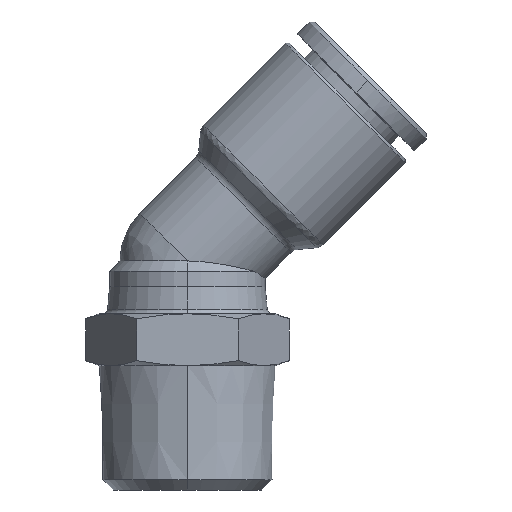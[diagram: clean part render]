
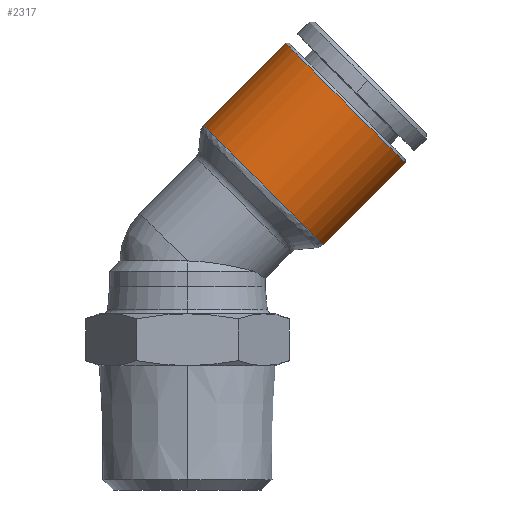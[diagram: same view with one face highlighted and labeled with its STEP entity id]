
A CAD part, front view. The second image highlights one B-rep face of the part: STEP entity #2317.
In plain terms, the highlighted cylindrical face has radius 8.15 mm (diameter 16.3 mm), a partial arc.
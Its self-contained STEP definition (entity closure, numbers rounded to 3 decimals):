
#8 = CARTESIAN_POINT ( 'NONE',  ( 13.081, 0., 5.183 ) ) ;
#258 = VERTEX_POINT ( 'NONE', #8 ) ;
#310 = VERTEX_POINT ( 'NONE', #4754 ) ;
#1363 = EDGE_CURVE ( 'NONE', #258, #8685, #2737, .T. ) ;
#1473 = DIRECTION ( 'NONE',  ( 0.707, 0., 0.707 ) ) ;
#2144 = AXIS2_PLACEMENT_3D ( 'NONE', #12574, #5235, #7715 ) ;
#2270 = EDGE_LOOP ( 'NONE', ( #11026, #14464, #11120, #12786 ) ) ;
#2317 = ADVANCED_FACE ( 'NONE', ( #13837 ), #12339, .T. ) ;
#2320 = CARTESIAN_POINT ( 'NONE',  ( 1.555, 0., 16.709 ) ) ;
#2737 = LINE ( 'NONE', #8608, #15110 ) ;
#3372 = CARTESIAN_POINT ( 'NONE',  ( 4.837, 0., 19.99 ) ) ;
#3632 = EDGE_CURVE ( 'NONE', #310, #8685, #7179, .T. ) ;
#3969 = AXIS2_PLACEMENT_3D ( 'NONE', #13583, #1473, #11170 ) ;
#4754 = CARTESIAN_POINT ( 'NONE',  ( 9.468, 0., 24.622 ) ) ;
#5235 = DIRECTION ( 'NONE',  ( 0.707, 0., 0.707 ) ) ;
#5895 = VECTOR ( 'NONE', #7110, 1000. ) ;
#6794 = AXIS2_PLACEMENT_3D ( 'NONE', #9790, #14431, #7290 ) ;
#7110 = DIRECTION ( 'NONE',  ( 0.707, 0., 0.707 ) ) ;
#7179 = CIRCLE ( 'NONE', #3969, 8.15 ) ;
#7290 = DIRECTION ( 'NONE',  ( 0.707, 0., -0.707 ) ) ;
#7705 = EDGE_CURVE ( 'NONE', #14556, #258, #14736, .T. ) ;
#7715 = DIRECTION ( 'NONE',  ( 0.707, 0., -0.707 ) ) ;
#8608 = CARTESIAN_POINT ( 'NONE',  ( 16.363, 0., 8.464 ) ) ;
#8685 = VERTEX_POINT ( 'NONE', #8780 ) ;
#8780 = CARTESIAN_POINT ( 'NONE',  ( 20.994, 0., 13.096 ) ) ;
#9337 = LINE ( 'NONE', #3372, #5895 ) ;
#9790 = CARTESIAN_POINT ( 'NONE',  ( 10.6, 0., 14.227 ) ) ;
#11026 = ORIENTED_EDGE ( 'NONE', *, *, #12866, .F. ) ;
#11120 = ORIENTED_EDGE ( 'NONE', *, *, #1363, .T. ) ;
#11130 = DIRECTION ( 'NONE',  ( 0.707, 0., 0.707 ) ) ;
#11170 = DIRECTION ( 'NONE',  ( -0.707, 0., 0.707 ) ) ;
#12339 = CYLINDRICAL_SURFACE ( 'NONE', #6794, 8.15 ) ;
#12574 = CARTESIAN_POINT ( 'NONE',  ( 7.318, 0., 10.946 ) ) ;
#12786 = ORIENTED_EDGE ( 'NONE', *, *, #3632, .F. ) ;
#12866 = EDGE_CURVE ( 'NONE', #14556, #310, #9337, .T. ) ;
#13583 = CARTESIAN_POINT ( 'NONE',  ( 15.231, 0., 18.859 ) ) ;
#13837 = FACE_OUTER_BOUND ( 'NONE', #2270, .T. ) ;
#14431 = DIRECTION ( 'NONE',  ( 0.707, 0., 0.707 ) ) ;
#14464 = ORIENTED_EDGE ( 'NONE', *, *, #7705, .T. ) ;
#14556 = VERTEX_POINT ( 'NONE', #2320 ) ;
#14736 = CIRCLE ( 'NONE', #2144, 8.15 ) ;
#15110 = VECTOR ( 'NONE', #11130, 1000. ) ;
